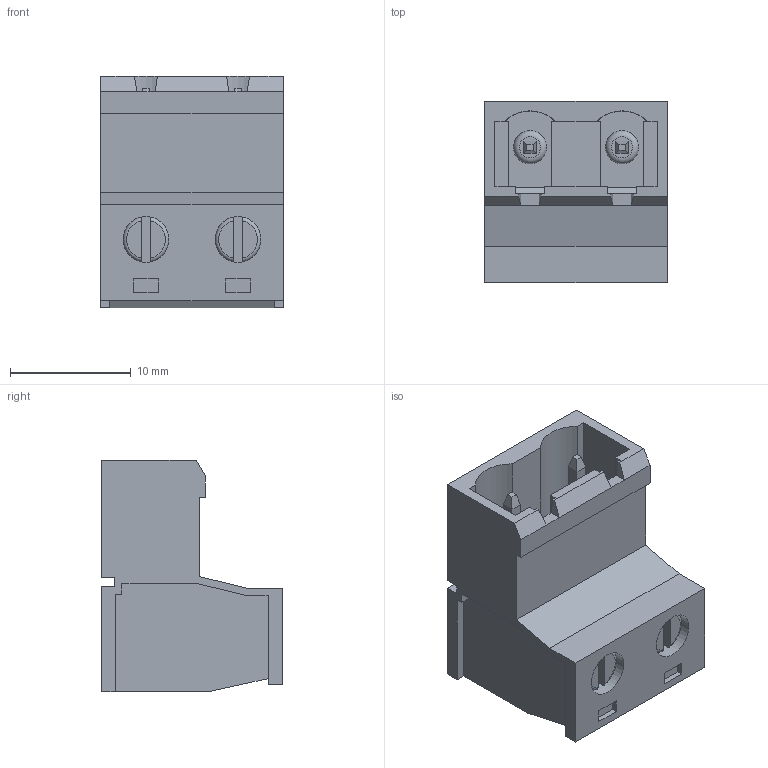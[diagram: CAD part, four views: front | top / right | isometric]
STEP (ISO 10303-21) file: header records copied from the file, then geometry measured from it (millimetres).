
FILE_DESCRIPTION( ( 'Unknown' ), '1' );
FILE_NAME( '691348400002.stp', 'Unknown', ( 'Unknown' ), ( 'Unknown' ), 'PSStep 14.0', 'Unknown', ' ' );
FILE_SCHEMA( ( 'AUTOMOTIVE_DESIGN { 1 0 10303 214 1 1 1 1 }' ) );
Length unit declared in the file: millimetre
Products named in the file (6): Assem1; 691348400002; 691348400002_CAPOT; 6913484000xx_PIN; 6913484000xx_CAGE; 6913484000xx_VISSE
Assembly tree (8 placements, depth 2):
  Assem1
    691348400002
    691348400002_CAPOT
    6913484000xx_PIN  x2
    6913484000xx_CAGE  x2
    6913484000xx_VISSE  x2
Bounding box: 15.14 x 15 x 19.2 mm (x, y, z)
Volume: 1775.1 mm3; surface area: 4106.5 mm2
Topology: 8 solids, 8 shells, 321 faces, 851 edges, 555 vertices
Faces by surface type: plane 277, cylinder 32, torus 8, cone 4
Full cylindrical faces by diameter (mm): 2.6 x2, 2.75 x2, 2.9 x4, 3.8 x4
Entity records: 10518 total; most frequent: CARTESIAN_POINT 1475, ORIENTED_EDGE 1412, DIRECTION 1318, EDGE_CURVE 706, LINE 644, VECTOR 644, VERTEX_POINT 470, AXIS2_PLACEMENT_3D 337
